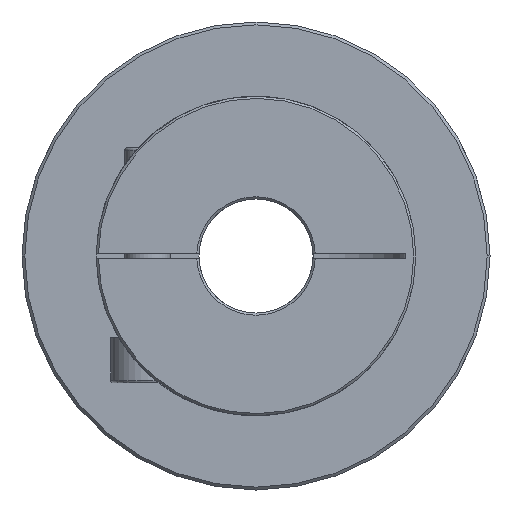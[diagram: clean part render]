
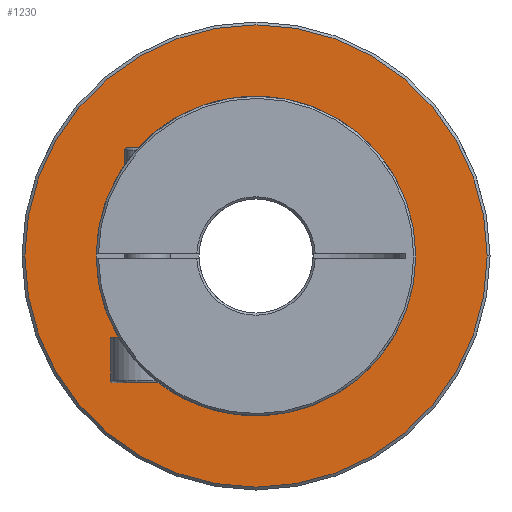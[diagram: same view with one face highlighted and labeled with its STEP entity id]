
A CAD part, left-side view. The second image highlights one B-rep face of the part: STEP entity #1230.
In plain terms, the highlighted planar face has unit normal (-1, 0, 0).
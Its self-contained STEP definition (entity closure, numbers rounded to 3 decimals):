
#442 = EDGE_LOOP ( 'NONE', ( #1343, #1344 ) ) ;
#445 = EDGE_LOOP ( 'NONE', ( #1345, #1346 ) ) ;
#546 = EDGE_CURVE ( 'NONE', #886, #885, #2681, .T. ) ;
#809 = EDGE_CURVE ( 'NONE', #885, #886, #3314, .T. ) ;
#832 = EDGE_CURVE ( 'NONE', #905, #904, #3345, .T. ) ;
#885 = VERTEX_POINT ( 'NONE', #4031 ) ;
#886 = VERTEX_POINT ( 'NONE', #4032 ) ;
#904 = VERTEX_POINT ( 'NONE', #4050 ) ;
#905 = VERTEX_POINT ( 'NONE', #4051 ) ;
#1230 = ADVANCED_FACE ( 'NONE', ( #4544, #4547 ), #4954, .T. ) ;
#1343 = ORIENTED_EDGE ( 'NONE', *, *, #832, .T. ) ;
#1344 = ORIENTED_EDGE ( 'NONE', *, *, #2038, .T. ) ;
#1345 = ORIENTED_EDGE ( 'NONE', *, *, #809, .F. ) ;
#1346 = ORIENTED_EDGE ( 'NONE', *, *, #546, .F. ) ;
#2038 = EDGE_CURVE ( 'NONE', #904, #905, #4778, .T. ) ;
#2091 = AXIS2_PLACEMENT_3D ( 'NONE', #2570, #2571, #2572 ) ;
#2226 = AXIS2_PLACEMENT_3D ( 'NONE', #3716, #3723, #3724 ) ;
#2235 = AXIS2_PLACEMENT_3D ( 'NONE', #3871, #3877, #3878 ) ;
#2570 = CARTESIAN_POINT ( 'NONE',  ( -30.119, 0., 0. ) ) ;
#2571 = DIRECTION ( 'NONE',  ( 1., 0., 0. ) ) ;
#2572 = DIRECTION ( 'NONE',  ( 0., -1., 0. ) ) ;
#2681 = CIRCLE ( 'NONE', #2091, 40.5 ) ;
#3314 = CIRCLE ( 'NONE', #2226, 40.5 ) ;
#3345 = CIRCLE ( 'NONE', #2235, 28. ) ;
#3716 = CARTESIAN_POINT ( 'NONE',  ( -30.119, 0., 0. ) ) ;
#3723 = DIRECTION ( 'NONE',  ( 1., 0., 0. ) ) ;
#3724 = DIRECTION ( 'NONE',  ( 0., -1., 0. ) ) ;
#3871 = CARTESIAN_POINT ( 'NONE',  ( -30.119, 0., 0. ) ) ;
#3877 = DIRECTION ( 'NONE',  ( 1., 0., 0. ) ) ;
#3878 = DIRECTION ( 'NONE',  ( 0., -1., 0. ) ) ;
#4031 = CARTESIAN_POINT ( 'NONE',  ( -30.119, 40.5, 0. ) ) ;
#4032 = CARTESIAN_POINT ( 'NONE',  ( -30.119, -40.5, 0. ) ) ;
#4050 = CARTESIAN_POINT ( 'NONE',  ( -30.119, -28., 0. ) ) ;
#4051 = CARTESIAN_POINT ( 'NONE',  ( -30.119, 28., 0. ) ) ;
#4544 = FACE_BOUND ( 'NONE', #442, .T. ) ;
#4547 = FACE_OUTER_BOUND ( 'NONE', #445, .T. ) ;
#4778 = CIRCLE ( 'NONE', #5145, 28. ) ;
#4953 = CARTESIAN_POINT ( 'NONE',  ( -30.119, 0., 0. ) ) ;
#4954 = PLANE ( 'NONE',  #5026 ) ;
#4956 = DIRECTION ( 'NONE',  ( -1., 0., 0. ) ) ;
#4957 = DIRECTION ( 'NONE',  ( 0., -1., 0. ) ) ;
#5026 = AXIS2_PLACEMENT_3D ( 'NONE', #4953, #4956, #4957 ) ;
#5145 = AXIS2_PLACEMENT_3D ( 'NONE', #5578, #5579, #5580 ) ;
#5578 = CARTESIAN_POINT ( 'NONE',  ( -30.119, 0., 0. ) ) ;
#5579 = DIRECTION ( 'NONE',  ( 1., 0., 0. ) ) ;
#5580 = DIRECTION ( 'NONE',  ( 0., -1., 0. ) ) ;
